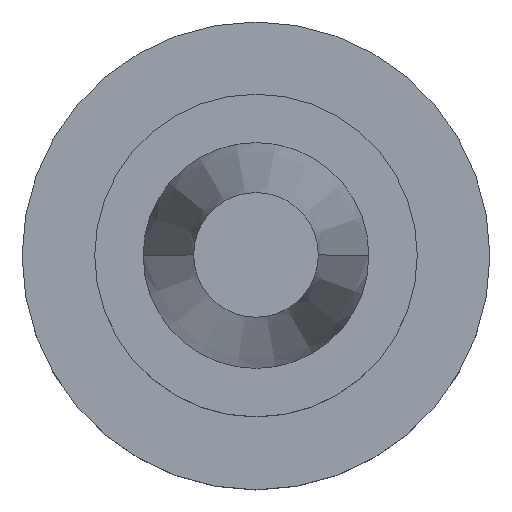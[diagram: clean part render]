
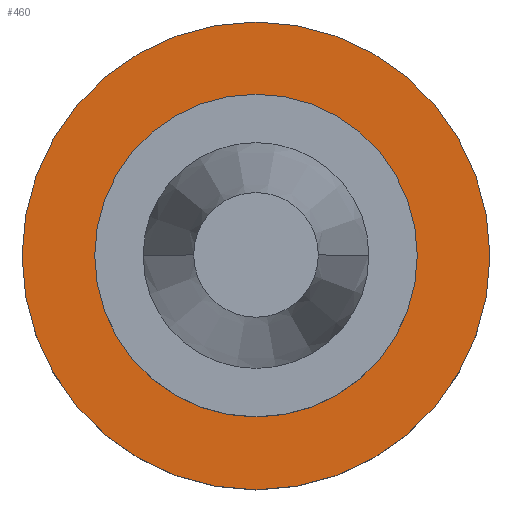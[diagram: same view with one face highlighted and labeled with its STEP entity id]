
A CAD part, top view. The second image highlights one B-rep face of the part: STEP entity #460.
In plain terms, the highlighted planar face has unit normal (0, 0, 1).
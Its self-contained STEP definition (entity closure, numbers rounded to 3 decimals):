
#4 = CARTESIAN_POINT ( 'NONE',  ( 0., 0., -45. ) ) ;
#53 = DIRECTION ( 'NONE',  ( 1., 0., 0. ) ) ;
#77 = EDGE_CURVE ( 'NONE', #305, #217, #326, .T. ) ;
#121 = CARTESIAN_POINT ( 'NONE',  ( 0., 0., -45. ) ) ;
#167 = DIRECTION ( 'NONE',  ( 1., 0., 0. ) ) ;
#178 = ORIENTED_EDGE ( 'NONE', *, *, #591, .T. ) ;
#188 = CARTESIAN_POINT ( 'NONE',  ( 46.05, 0., -45. ) ) ;
#217 = VERTEX_POINT ( 'NONE', #686 ) ;
#254 = DIRECTION ( 'NONE',  ( -1., 0., 0. ) ) ;
#257 = CARTESIAN_POINT ( 'NONE',  ( 0., 0., -45. ) ) ;
#262 = CARTESIAN_POINT ( 'NONE',  ( 0., 0., -45. ) ) ;
#265 = DIRECTION ( 'NONE',  ( 0., 0., -1. ) ) ;
#290 = AXIS2_PLACEMENT_3D ( 'NONE', #121, #492, #53 ) ;
#300 = EDGE_CURVE ( 'NONE', #217, #305, #429, .T. ) ;
#305 = VERTEX_POINT ( 'NONE', #358 ) ;
#314 = AXIS2_PLACEMENT_3D ( 'NONE', #1040, #265, #567 ) ;
#326 = CIRCLE ( 'NONE', #485, 31.4 ) ;
#358 = CARTESIAN_POINT ( 'NONE',  ( 31.4, 0., -45. ) ) ;
#375 = EDGE_LOOP ( 'NONE', ( #657, #1089 ) ) ;
#429 = CIRCLE ( 'NONE', #581, 31.4 ) ;
#453 = EDGE_LOOP ( 'NONE', ( #656, #178 ) ) ;
#460 = ADVANCED_FACE ( 'NONE', ( #1195, #1112 ), #838, .F. ) ;
#485 = AXIS2_PLACEMENT_3D ( 'NONE', #4, #557, #841 ) ;
#492 = DIRECTION ( 'NONE',  ( 0., 0., 1. ) ) ;
#535 = CARTESIAN_POINT ( 'NONE',  ( -46.05, 0., -45. ) ) ;
#546 = DIRECTION ( 'NONE',  ( 0., 0., -1. ) ) ;
#557 = DIRECTION ( 'NONE',  ( 0., 0., -1. ) ) ;
#567 = DIRECTION ( 'NONE',  ( -1., 0., 0. ) ) ;
#581 = AXIS2_PLACEMENT_3D ( 'NONE', #262, #546, #254 ) ;
#591 = EDGE_CURVE ( 'NONE', #628, #1061, #659, .T. ) ;
#594 = CIRCLE ( 'NONE', #953, 46.05 ) ;
#628 = VERTEX_POINT ( 'NONE', #535 ) ;
#629 = EDGE_CURVE ( 'NONE', #1061, #628, #594, .T. ) ;
#656 = ORIENTED_EDGE ( 'NONE', *, *, #629, .T. ) ;
#657 = ORIENTED_EDGE ( 'NONE', *, *, #77, .T. ) ;
#659 = CIRCLE ( 'NONE', #290, 46.05 ) ;
#686 = CARTESIAN_POINT ( 'NONE',  ( -31.4, 0., -45. ) ) ;
#838 = PLANE ( 'NONE',  #314 ) ;
#841 = DIRECTION ( 'NONE',  ( -1., 0., 0. ) ) ;
#953 = AXIS2_PLACEMENT_3D ( 'NONE', #257, #1016, #167 ) ;
#1016 = DIRECTION ( 'NONE',  ( 0., 0., 1. ) ) ;
#1040 = CARTESIAN_POINT ( 'NONE',  ( 0., 46.05, -45. ) ) ;
#1061 = VERTEX_POINT ( 'NONE', #188 ) ;
#1089 = ORIENTED_EDGE ( 'NONE', *, *, #300, .T. ) ;
#1112 = FACE_OUTER_BOUND ( 'NONE', #453, .T. ) ;
#1195 = FACE_BOUND ( 'NONE', #375, .T. ) ;
